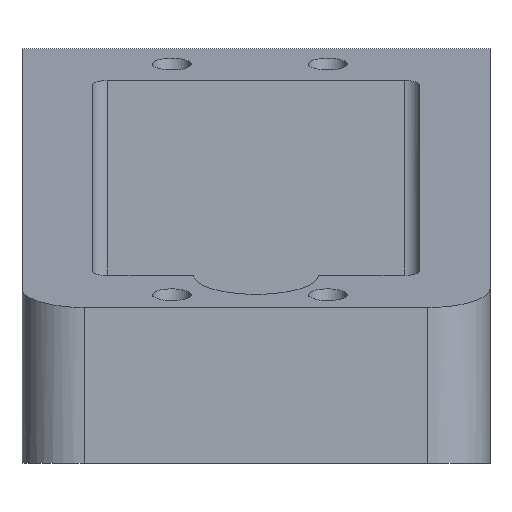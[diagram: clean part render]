
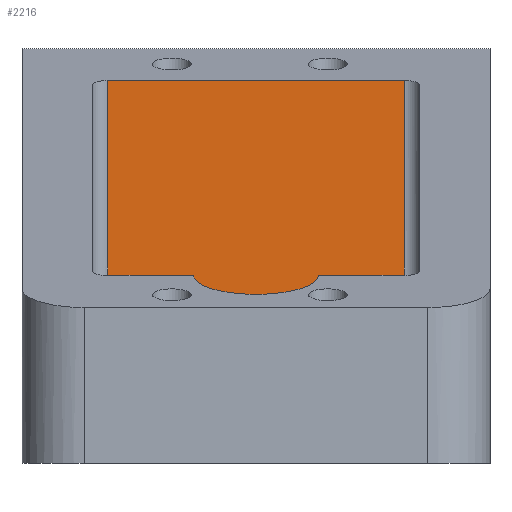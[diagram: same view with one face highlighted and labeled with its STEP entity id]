
A CAD part, left-side view. The second image highlights one B-rep face of the part: STEP entity #2216.
In plain terms, the highlighted planar face has unit normal (-1, 0, 0).
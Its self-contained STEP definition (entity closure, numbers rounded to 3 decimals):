
#56 = PLANE('',#57);
#57 = AXIS2_PLACEMENT_3D('',#58,#59,#60);
#58 = CARTESIAN_POINT('',(4.,30.,0.));
#59 = DIRECTION('',(0.,0.,-1.));
#60 = DIRECTION('',(-1.,0.,0.));
#123 = PLANE('',#124);
#124 = AXIS2_PLACEMENT_3D('',#125,#126,#127);
#125 = CARTESIAN_POINT('',(0.,0.,10.));
#126 = DIRECTION('',(0.289,0.,-0.957)
  );
#127 = DIRECTION('',(0.957,0.,0.289));
#453 = VERTEX_POINT('',#454);
#454 = CARTESIAN_POINT('',(48.2,5.5,0.));
#473 = CYLINDRICAL_SURFACE('',#474,1.);
#474 = AXIS2_PLACEMENT_3D('',#475,#476,#477);
#475 = CARTESIAN_POINT('',(47.2,5.5,0.));
#476 = DIRECTION('',(-0.,-0.,-1.));
#477 = DIRECTION('',(1.,0.,0.));
#485 = EDGE_CURVE('',#486,#453,#488,.T.);
#486 = VERTEX_POINT('',#487);
#487 = CARTESIAN_POINT('',(48.2,24.5,0.));
#488 = SURFACE_CURVE('',#489,(#493,#500),.PCURVE_S1.);
#489 = LINE('',#490,#491);
#490 = CARTESIAN_POINT('',(48.2,24.5,0.));
#491 = VECTOR('',#492,1.);
#492 = DIRECTION('',(0.,-1.,0.));
#493 = PCURVE('',#56,#494);
#494 = DEFINITIONAL_REPRESENTATION('',(#495),#499);
#495 = LINE('',#496,#497);
#496 = CARTESIAN_POINT('',(-44.2,-5.5));
#497 = VECTOR('',#498,1.);
#498 = DIRECTION('',(0.,-1.));
#499 = ( GEOMETRIC_REPRESENTATION_CONTEXT(2) 
PARAMETRIC_REPRESENTATION_CONTEXT() REPRESENTATION_CONTEXT('2D SPACE',''
  ) );
#500 = PCURVE('',#501,#506);
#501 = PLANE('',#502);
#502 = AXIS2_PLACEMENT_3D('',#503,#504,#505);
#503 = CARTESIAN_POINT('',(48.2,24.5,0.));
#504 = DIRECTION('',(1.,0.,0.));
#505 = DIRECTION('',(0.,-1.,0.));
#506 = DEFINITIONAL_REPRESENTATION('',(#507),#511);
#507 = LINE('',#508,#509);
#508 = CARTESIAN_POINT('',(0.,0.));
#509 = VECTOR('',#510,1.);
#510 = DIRECTION('',(1.,0.));
#511 = ( GEOMETRIC_REPRESENTATION_CONTEXT(2) 
PARAMETRIC_REPRESENTATION_CONTEXT() REPRESENTATION_CONTEXT('2D SPACE',''
  ) );
#534 = CYLINDRICAL_SURFACE('',#535,1.);
#535 = AXIS2_PLACEMENT_3D('',#536,#537,#538);
#536 = CARTESIAN_POINT('',(47.2,24.5,0.));
#537 = DIRECTION('',(-0.,-0.,-1.));
#538 = DIRECTION('',(1.,0.,0.));
#1024 = VERTEX_POINT('',#1025);
#1025 = CARTESIAN_POINT('',(48.2,5.5,24.548));
#1053 = EDGE_CURVE('',#1024,#1054,#1056,.T.);
#1054 = VERTEX_POINT('',#1055);
#1055 = CARTESIAN_POINT('',(48.2,24.5,24.548));
#1056 = SURFACE_CURVE('',#1057,(#1061,#1067),.PCURVE_S1.);
#1057 = LINE('',#1058,#1059);
#1058 = CARTESIAN_POINT('',(48.2,12.25,24.548));
#1059 = VECTOR('',#1060,1.);
#1060 = DIRECTION('',(0.,1.,0.));
#1061 = PCURVE('',#123,#1062);
#1062 = DEFINITIONAL_REPRESENTATION('',(#1063),#1066);
#1063 = B_SPLINE_CURVE_WITH_KNOTS('',1,(#1064,#1065),.UNSPECIFIED.,.F.,
  .F.,(2,2),(-6.75,12.25),.PIECEWISE_BEZIER_KNOTS.);
#1064 = CARTESIAN_POINT('',(50.348,-5.5));
#1065 = CARTESIAN_POINT('',(50.348,-24.5));
#1066 = ( GEOMETRIC_REPRESENTATION_CONTEXT(2) 
PARAMETRIC_REPRESENTATION_CONTEXT() REPRESENTATION_CONTEXT('2D SPACE',''
  ) );
#1067 = PCURVE('',#501,#1068);
#1068 = DEFINITIONAL_REPRESENTATION('',(#1069),#1072);
#1069 = B_SPLINE_CURVE_WITH_KNOTS('',1,(#1070,#1071),.UNSPECIFIED.,.F.,
  .F.,(2,2),(-6.75,12.25),.PIECEWISE_BEZIER_KNOTS.);
#1070 = CARTESIAN_POINT('',(19.,-24.548));
#1071 = CARTESIAN_POINT('',(0.,-24.548));
#1072 = ( GEOMETRIC_REPRESENTATION_CONTEXT(2) 
PARAMETRIC_REPRESENTATION_CONTEXT() REPRESENTATION_CONTEXT('2D SPACE',''
  ) );
#2196 = EDGE_CURVE('',#453,#1024,#2197,.T.);
#2197 = SURFACE_CURVE('',#2198,(#2202,#2209),.PCURVE_S1.);
#2198 = LINE('',#2199,#2200);
#2199 = CARTESIAN_POINT('',(48.2,5.5,0.));
#2200 = VECTOR('',#2201,1.);
#2201 = DIRECTION('',(0.,0.,1.));
#2202 = PCURVE('',#473,#2203);
#2203 = DEFINITIONAL_REPRESENTATION('',(#2204),#2208);
#2204 = LINE('',#2205,#2206);
#2205 = CARTESIAN_POINT('',(-6.283,0.));
#2206 = VECTOR('',#2207,1.);
#2207 = DIRECTION('',(-0.,-1.));
#2208 = ( GEOMETRIC_REPRESENTATION_CONTEXT(2) 
PARAMETRIC_REPRESENTATION_CONTEXT() REPRESENTATION_CONTEXT('2D SPACE',''
  ) );
#2209 = PCURVE('',#501,#2210);
#2210 = DEFINITIONAL_REPRESENTATION('',(#2211),#2215);
#2211 = LINE('',#2212,#2213);
#2212 = CARTESIAN_POINT('',(19.,0.));
#2213 = VECTOR('',#2214,1.);
#2214 = DIRECTION('',(0.,-1.));
#2215 = ( GEOMETRIC_REPRESENTATION_CONTEXT(2) 
PARAMETRIC_REPRESENTATION_CONTEXT() REPRESENTATION_CONTEXT('2D SPACE',''
  ) );
#2216 = ADVANCED_FACE('',(#2217),#501,.F.);
#2217 = FACE_BOUND('',#2218,.F.);
#2218 = EDGE_LOOP('',(#2219,#2220,#2241,#2242));
#2219 = ORIENTED_EDGE('',*,*,#485,.F.);
#2220 = ORIENTED_EDGE('',*,*,#2221,.T.);
#2221 = EDGE_CURVE('',#486,#1054,#2222,.T.);
#2222 = SURFACE_CURVE('',#2223,(#2227,#2234),.PCURVE_S1.);
#2223 = LINE('',#2224,#2225);
#2224 = CARTESIAN_POINT('',(48.2,24.5,0.));
#2225 = VECTOR('',#2226,1.);
#2226 = DIRECTION('',(0.,0.,1.));
#2227 = PCURVE('',#501,#2228);
#2228 = DEFINITIONAL_REPRESENTATION('',(#2229),#2233);
#2229 = LINE('',#2230,#2231);
#2230 = CARTESIAN_POINT('',(0.,0.));
#2231 = VECTOR('',#2232,1.);
#2232 = DIRECTION('',(0.,-1.));
#2233 = ( GEOMETRIC_REPRESENTATION_CONTEXT(2) 
PARAMETRIC_REPRESENTATION_CONTEXT() REPRESENTATION_CONTEXT('2D SPACE',''
  ) );
#2234 = PCURVE('',#534,#2235);
#2235 = DEFINITIONAL_REPRESENTATION('',(#2236),#2240);
#2236 = LINE('',#2237,#2238);
#2237 = CARTESIAN_POINT('',(0.,0.));
#2238 = VECTOR('',#2239,1.);
#2239 = DIRECTION('',(-0.,-1.));
#2240 = ( GEOMETRIC_REPRESENTATION_CONTEXT(2) 
PARAMETRIC_REPRESENTATION_CONTEXT() REPRESENTATION_CONTEXT('2D SPACE',''
  ) );
#2241 = ORIENTED_EDGE('',*,*,#1053,.F.);
#2242 = ORIENTED_EDGE('',*,*,#2196,.F.);
